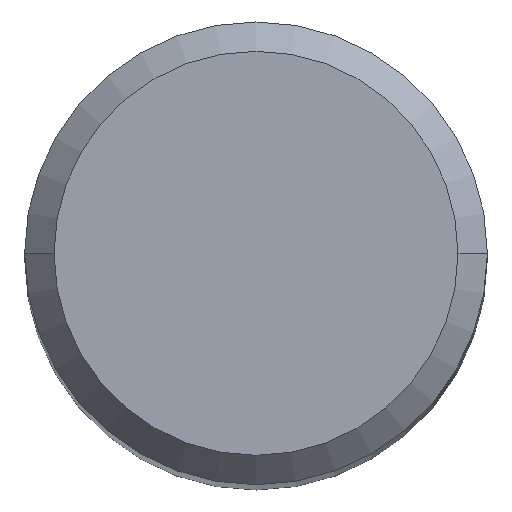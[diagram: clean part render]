
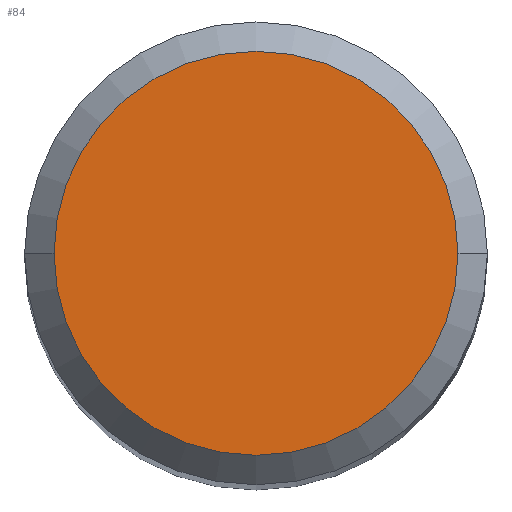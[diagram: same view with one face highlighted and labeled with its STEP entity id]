
A CAD part, top view. The second image highlights one B-rep face of the part: STEP entity #84.
In plain terms, the highlighted planar face has unit normal (0, 0, 1).
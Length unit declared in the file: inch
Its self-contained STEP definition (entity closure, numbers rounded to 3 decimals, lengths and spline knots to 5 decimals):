
#1 = CARTESIAN_POINT ( 'NONE',  ( 0., 0., 2.24409 ) ) ;
#19 = CARTESIAN_POINT ( 'NONE',  ( 0., 0., 2.24409 ) ) ;
#47 = AXIS2_PLACEMENT_3D ( 'NONE', #19, #89, #105 ) ;
#84 = ADVANCED_FACE ( 'NONE', ( #144 ), #103, .T. ) ;
#89 = DIRECTION ( 'NONE',  ( 0., 0., 1. ) ) ;
#103 = PLANE ( 'NONE',  #241 ) ;
#104 = CARTESIAN_POINT ( 'NONE',  ( 0., 0., 2.24409 ) ) ;
#105 = DIRECTION ( 'NONE',  ( 1., 0., 0. ) ) ;
#122 = DIRECTION ( 'NONE',  ( 0., 0., 1. ) ) ;
#133 = EDGE_LOOP ( 'NONE', ( #260, #278 ) ) ;
#144 = FACE_OUTER_BOUND ( 'NONE', #133, .T. ) ;
#154 = CARTESIAN_POINT ( 'NONE',  ( 0.10311, 0., 2.24409 ) ) ;
#181 = CIRCLE ( 'NONE', #284, 0.10311 ) ;
#184 = DIRECTION ( 'NONE',  ( 0., 0., 1. ) ) ;
#203 = CARTESIAN_POINT ( 'NONE',  ( -0.10311, 0., 2.24409 ) ) ;
#216 = EDGE_CURVE ( 'NONE', #286, #255, #181, .T. ) ;
#225 = CIRCLE ( 'NONE', #47, 0.10311 ) ;
#240 = DIRECTION ( 'NONE',  ( 1., 0., 0. ) ) ;
#241 = AXIS2_PLACEMENT_3D ( 'NONE', #104, #122, #240 ) ;
#249 = DIRECTION ( 'NONE',  ( 1., 0., 0. ) ) ;
#255 = VERTEX_POINT ( 'NONE', #203 ) ;
#260 = ORIENTED_EDGE ( 'NONE', *, *, #290, .T. ) ;
#278 = ORIENTED_EDGE ( 'NONE', *, *, #216, .T. ) ;
#284 = AXIS2_PLACEMENT_3D ( 'NONE', #1, #184, #249 ) ;
#286 = VERTEX_POINT ( 'NONE', #154 ) ;
#290 = EDGE_CURVE ( 'NONE', #255, #286, #225, .T. ) ;
